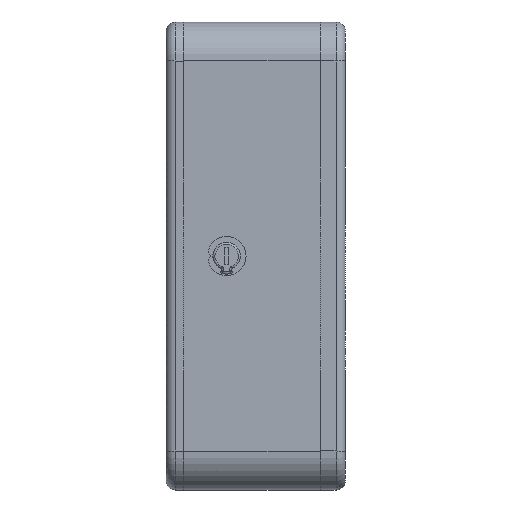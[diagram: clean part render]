
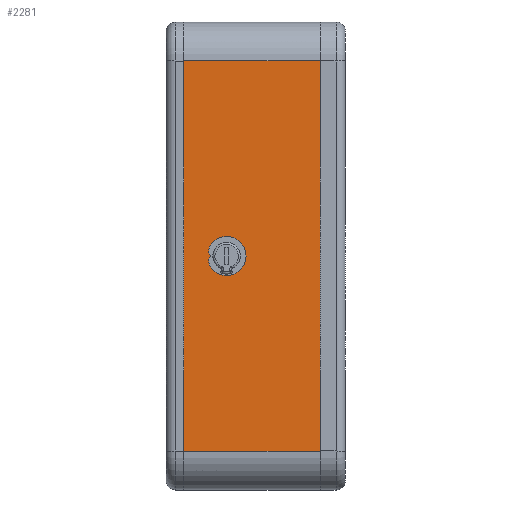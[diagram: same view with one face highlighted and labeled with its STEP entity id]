
A CAD part, front view. The second image highlights one B-rep face of the part: STEP entity #2281.
In plain terms, the highlighted planar face has unit normal (0, -1, 0).
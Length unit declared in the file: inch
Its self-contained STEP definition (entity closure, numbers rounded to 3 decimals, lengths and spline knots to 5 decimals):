
#1715=DIRECTION('',(0.,0.,-1.));
#1716=VECTOR('',#1715,2.5);
#1717=CARTESIAN_POINT('',(-0.4375,-1.5,1.25));
#1718=LINE('',#1717,#1716);
#1779=DIRECTION('',(1.,0.,0.));
#1780=VECTOR('',#1779,0.875);
#1781=CARTESIAN_POINT('',(-0.4375,-1.5,-1.25));
#1782=LINE('',#1781,#1780);
#1783=DIRECTION('',(1.,0.,0.));
#1784=VECTOR('',#1783,0.875);
#1785=CARTESIAN_POINT('',(-0.4375,-1.5,1.25));
#1786=LINE('',#1785,#1784);
#1787=CARTESIAN_POINT('',(-0.26997,-1.5,0.));
#1788=DIRECTION('',(0.,-1.,0.));
#1789=DIRECTION('',(0.852,0.,-0.523));
#1790=AXIS2_PLACEMENT_3D('',#1787,#1788,#1789);
#1823=DIRECTION('',(0.,0.,-1.));
#1824=VECTOR('',#1823,2.5);
#1825=CARTESIAN_POINT('',(0.4375,-1.5,1.25));
#1826=LINE('',#1825,#1824);
#1990=CARTESIAN_POINT('',(-0.1625,-1.5,0.));
#1991=DIRECTION('',(0.,1.,0.));
#1992=DIRECTION('',(-0.833,0.,0.553));
#1993=AXIS2_PLACEMENT_3D('',#1990,#1991,#1992);
#2008=CARTESIAN_POINT('',(-0.21416,-1.5,-0.03428));
#2009=DIRECTION('',(0.,1.,0.));
#2010=DIRECTION('',(-0.833,0.,-0.553));
#2011=AXIS2_PLACEMENT_3D('',#2008,#2009,#2010);
#2026=CARTESIAN_POINT('',(-0.21416,-1.5,0.03428));
#2027=DIRECTION('',(0.,1.,0.));
#2028=DIRECTION('',(-0.852,0.,-0.523));
#2029=AXIS2_PLACEMENT_3D('',#2026,#2027,#2028);
#2045=CARTESIAN_POINT('',(-0.4375,-1.5,1.25));
#2046=VERTEX_POINT('',#2045);
#2047=CARTESIAN_POINT('',(-0.4375,-1.5,-1.25));
#2048=VERTEX_POINT('',#2047);
#2061=CARTESIAN_POINT('',(0.4375,-1.5,1.25));
#2062=VERTEX_POINT('',#2061);
#2063=CARTESIAN_POINT('',(0.4375,-1.5,-1.25));
#2064=VERTEX_POINT('',#2063);
#2115=CARTESIAN_POINT('',(-0.26666,-1.5,0.06911));
#2116=CARTESIAN_POINT('',(-0.26666,-1.5,-0.06911));
#2117=VERTEX_POINT('',#2115);
#2118=VERTEX_POINT('',#2116);
#2123=CARTESIAN_POINT('',(-0.26784,-1.5,-0.00131));
#2124=VERTEX_POINT('',#2123);
#2125=CARTESIAN_POINT('',(-0.26784,-1.5,0.00131));
#2126=VERTEX_POINT('',#2125);
#2258=CARTESIAN_POINT('',(-0.4375,-1.5,1.25));
#2259=DIRECTION('',(0.,-1.,0.));
#2260=DIRECTION('',(0.,0.,-1.));
#2261=AXIS2_PLACEMENT_3D('',#2258,#2259,#2260);
#2262=PLANE('',#2261);
#2263=ORIENTED_EDGE('',*,*,#2150,.F.);
#2265=ORIENTED_EDGE('',*,*,#2264,.T.);
#2267=ORIENTED_EDGE('',*,*,#2266,.T.);
#2268=ORIENTED_EDGE('',*,*,#2250,.F.);
#2269=EDGE_LOOP('',(#2263,#2265,#2267,#2268));
#2270=FACE_OUTER_BOUND('',#2269,.F.);
#2272=ORIENTED_EDGE('',*,*,#2271,.F.);
#2274=ORIENTED_EDGE('',*,*,#2273,.F.);
#2276=ORIENTED_EDGE('',*,*,#2275,.F.);
#2278=ORIENTED_EDGE('',*,*,#2277,.F.);
#2279=EDGE_LOOP('',(#2272,#2274,#2276,#2278));
#2280=FACE_BOUND('',#2279,.F.);
#2281=ADVANCED_FACE('',(#2270,#2280),#2262,.T.);
#1791=CIRCLE('',#1790,0.0025);
#1994=CIRCLE('',#1993,0.125);
#2012=CIRCLE('',#2011,0.063);
#2030=CIRCLE('',#2029,0.063);
#2150=EDGE_CURVE('',#2046,#2048,#1718,.T.);
#2250=EDGE_CURVE('',#2048,#2064,#1782,.T.);
#2264=EDGE_CURVE('',#2046,#2062,#1786,.T.);
#2266=EDGE_CURVE('',#2062,#2064,#1826,.T.);
#2271=EDGE_CURVE('',#2117,#2118,#1994,.T.);
#2273=EDGE_CURVE('',#2126,#2117,#2030,.T.);
#2275=EDGE_CURVE('',#2124,#2126,#1791,.T.);
#2277=EDGE_CURVE('',#2118,#2124,#2012,.T.);
